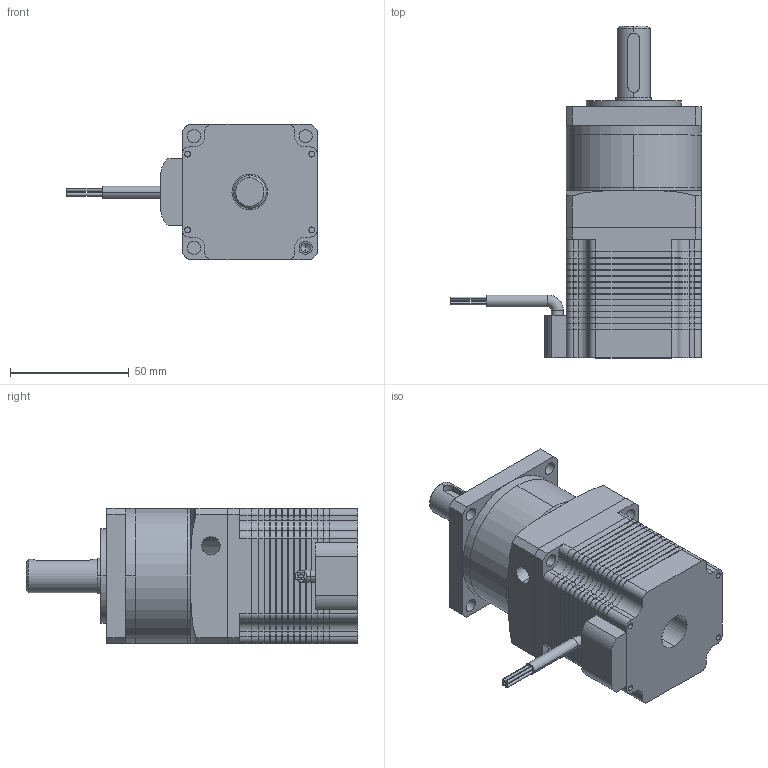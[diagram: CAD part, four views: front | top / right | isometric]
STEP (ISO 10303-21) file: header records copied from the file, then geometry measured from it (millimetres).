
FILE_DESCRIPTION (( 'STEP AP214' ), '1' );
FILE_NAME ('57H255AG媼撰熬厒掀.STEP', '2022-10-24T02:56:11', ( '' ), ( '' ), 'SwSTEP 2.0', 'SolidWorks 2020', '' );
FILE_SCHEMA (( 'AUTOMOTIVE_DESIGN' ));
Length unit declared in the file: millimetre
Products named in the file (10): 諉盄傷赽; 綴傷裔; 媼撰熬厒儂ヶ傷裔; 57H255AG萇儂隅赽; 57H255AG媼撰粣; 媼撰熬厒儂; 57H255AG媼撰熬厒掀; ヶ傷裔; 二级减速机后端盖; 媼撰熬厒儂翋极
Assembly tree (9 placements, depth 3):
  57H255AG媼撰熬厒掀
    57H255AG萇儂隅赽
    ヶ傷裔
    綴傷裔
    57H255AG媼撰粣
    諉盄傷赽
    媼撰熬厒儂
      二级减速机后端盖
      媼撰熬厒儂ヶ傷裔
      媼撰熬厒儂翋极
Bounding box: 105.73 x 140 x 57 mm (x, y, z)
Volume: 310126.5 mm3; surface area: 72951.6 mm2
Topology: 9 solids, 9 shells, 1513 faces, 3158 edges, 1688 vertices
Faces by surface type: plane 1056, cylinder 443, cone 8, torus 6
Entity records: 39474 total; most frequent: DIRECTION 7084, CARTESIAN_POINT 6662, ORIENTED_EDGE 6312, EDGE_CURVE 3156, AXIS2_PLACEMENT_3D 2422, VECTOR 2240, LINE 2240, VERTEX_POINT 1688
